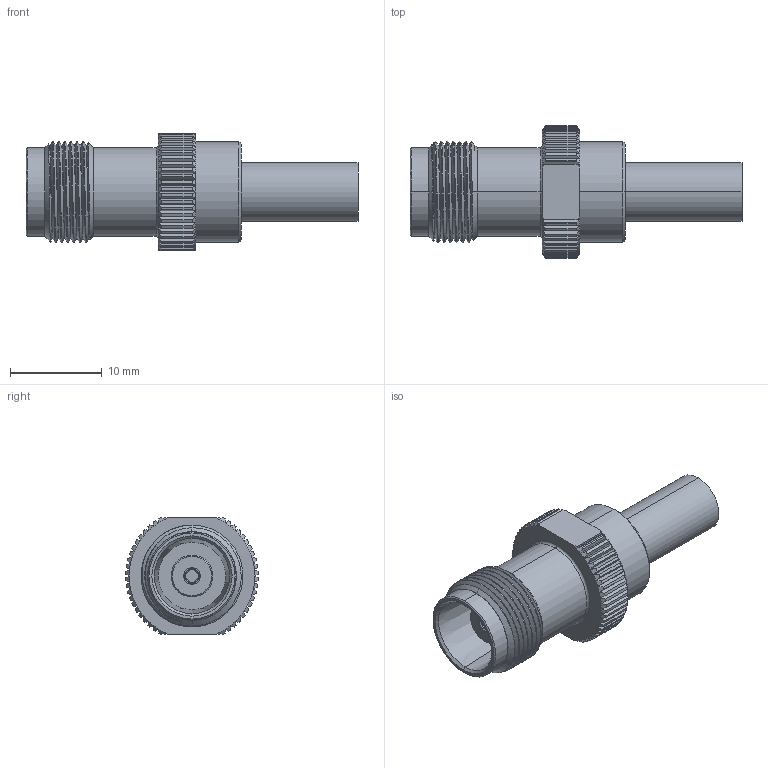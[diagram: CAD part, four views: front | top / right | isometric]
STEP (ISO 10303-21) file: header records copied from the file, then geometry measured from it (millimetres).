
FILE_DESCRIPTION (( 'STEP AP214' ), '1' );
FILE_NAME ('FMCN1752_3D.STEP', '2021-09-20T20:55:48', ( '' ), ( '' ), 'SwSTEP 2.0', 'SolidWorks 2021', '' );
FILE_SCHEMA (( 'AUTOMOTIVE_DESIGN' ));
Length unit declared in the file: inch
Products named in the file (1): FMCN1752_3D
Bounding box: 36.27 x 14.47 x 12.7 mm (x, y, z)
Volume: 2084.9 mm3; surface area: 2260.5 mm2
Topology: 2 solids, 2 shells, 341 faces, 774 edges, 446 vertices
Faces by surface type: plane 135, cone 116, cylinder 85, bspline 3, torus 2
Entity records: 11234 total; most frequent: CARTESIAN_POINT 3977, ORIENTED_EDGE 1548, DIRECTION 1460, EDGE_CURVE 774, AXIS2_PLACEMENT_3D 611, VERTEX_POINT 446, EDGE_LOOP 352, ADVANCED_FACE 341
